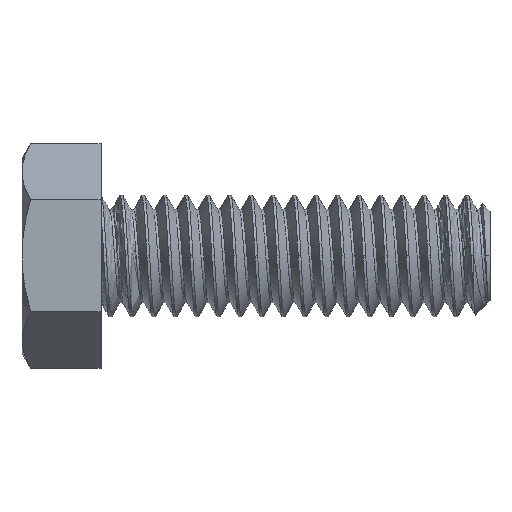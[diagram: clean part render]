
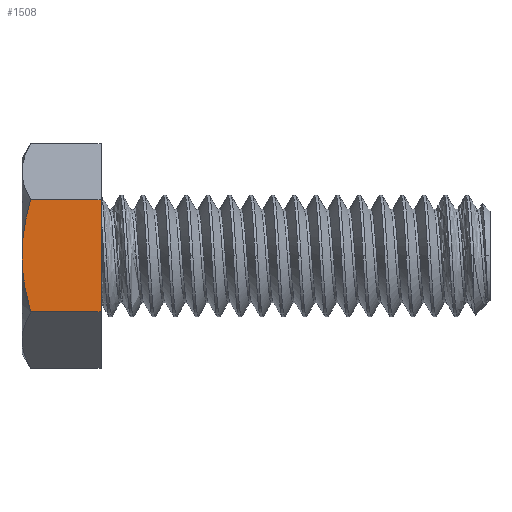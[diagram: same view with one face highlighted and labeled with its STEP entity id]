
A CAD part, top view. The second image highlights one B-rep face of the part: STEP entity #1508.
In plain terms, the highlighted planar face has unit normal (0, 0, 1).
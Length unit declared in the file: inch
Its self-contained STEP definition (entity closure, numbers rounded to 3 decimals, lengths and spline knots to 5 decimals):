
#209 = CARTESIAN_POINT ( 'NONE',  ( -0.60156, 0., 0.25 ) ) ;
#226 = CARTESIAN_POINT ( 'NONE',  ( -0.60156, -0.02443, 0.25 ) ) ;
#643 = B_SPLINE_CURVE_WITH_KNOTS ( 'NONE', 3,
 ( #1466, #1155, #2489, #2509, #226, #209 ),
 .UNSPECIFIED., .F., .F.,
 ( 4, 2, 4 ),
 ( 0.00685, 0.00871, 0.01057 ),
 .UNSPECIFIED. ) ;
#892 = CARTESIAN_POINT ( 'NONE',  ( -0.60156, 0., 0.25 ) ) ;
#960 = DIRECTION ( 'NONE',  ( 0., 0., -1. ) ) ;
#1089 = ORIENTED_EDGE ( 'NONE', *, *, #3914, .F. ) ;
#1155 = CARTESIAN_POINT ( 'NONE',  ( -0.58602, -0.12083, 0.25 ) ) ;
#1201 = VECTOR ( 'NONE', #2975, 39.37008 ) ;
#1370 = CARTESIAN_POINT ( 'NONE',  ( -0.60156, -0.14434, 0.25 ) ) ;
#1425 = DIRECTION ( 'NONE',  ( 0., 1., 0. ) ) ;
#1466 = CARTESIAN_POINT ( 'NONE',  ( -0.57923, -0.14434, 0.25 ) ) ;
#1508 = ADVANCED_FACE ( 'NONE', ( #5137 ), #3628, .F. ) ;
#1521 = EDGE_LOOP ( 'NONE', ( #1089, #3688, #2325, #4213, #1558 ) ) ;
#1558 = ORIENTED_EDGE ( 'NONE', *, *, #5190, .F. ) ;
#1607 = DIRECTION ( 'NONE',  ( 0., 1., 0. ) ) ;
#1750 = CARTESIAN_POINT ( 'NONE',  ( -0.60156, 0., 0.25 ) ) ;
#1820 = EDGE_CURVE ( 'NONE', #5794, #4734, #5067, .T. ) ;
#2259 = LINE ( 'NONE', #4558, #4361 ) ;
#2320 = VERTEX_POINT ( 'NONE', #1750 ) ;
#2325 = ORIENTED_EDGE ( 'NONE', *, *, #1820, .T. ) ;
#2489 = CARTESIAN_POINT ( 'NONE',  ( -0.5917, -0.09681, 0.25 ) ) ;
#2509 = CARTESIAN_POINT ( 'NONE',  ( -0.59946, -0.04866, 0.25 ) ) ;
#2707 = VERTEX_POINT ( 'NONE', #3030 ) ;
#2975 = DIRECTION ( 'NONE',  ( 1., 0., 0. ) ) ;
#3030 = CARTESIAN_POINT ( 'NONE',  ( -0.57923, 0.14434, 0.25 ) ) ;
#3148 = CARTESIAN_POINT ( 'NONE',  ( -0.5994, 0.04919, 0.25 ) ) ;
#3494 = CARTESIAN_POINT ( 'NONE',  ( -0.39844, -0.14434, 0.25 ) ) ;
#3571 = CARTESIAN_POINT ( 'NONE',  ( -0.59158, 0.09735, 0.25 ) ) ;
#3628 = PLANE ( 'NONE',  #5281 ) ;
#3688 = ORIENTED_EDGE ( 'NONE', *, *, #4158, .T. ) ;
#3887 = CARTESIAN_POINT ( 'NONE',  ( -0.39844, -0.14434, 0.25 ) ) ;
#3914 = EDGE_CURVE ( 'NONE', #5797, #2320, #643, .T. ) ;
#4022 = CARTESIAN_POINT ( 'NONE',  ( -0.58597, 0.12099, 0.25 ) ) ;
#4137 = B_SPLINE_CURVE_WITH_KNOTS ( 'NONE', 3,
 ( #892, #5325, #3148, #3571, #4022, #4392 ),
 .UNSPECIFIED., .F., .F.,
 ( 4, 2, 4 ),
 ( 0.01057, 0.01242, 0.01428 ),
 .UNSPECIFIED. ) ;
#4144 = CARTESIAN_POINT ( 'NONE',  ( -0.39844, 0.14434, 0.25 ) ) ;
#4158 = EDGE_CURVE ( 'NONE', #5797, #5794, #4775, .T. ) ;
#4213 = ORIENTED_EDGE ( 'NONE', *, *, #4490, .F. ) ;
#4361 = VECTOR ( 'NONE', #4983, 39.37008 ) ;
#4392 = CARTESIAN_POINT ( 'NONE',  ( -0.57923, 0.14434, 0.25 ) ) ;
#4490 = EDGE_CURVE ( 'NONE', #2707, #4734, #2259, .T. ) ;
#4558 = CARTESIAN_POINT ( 'NONE',  ( -0.60156, 0.14434, 0.25 ) ) ;
#4734 = VERTEX_POINT ( 'NONE', #4144 ) ;
#4775 = LINE ( 'NONE', #5143, #1201 ) ;
#4883 = CARTESIAN_POINT ( 'NONE',  ( -0.57923, -0.14434, 0.25 ) ) ;
#4983 = DIRECTION ( 'NONE',  ( 1., 0., 0. ) ) ;
#5067 = LINE ( 'NONE', #3887, #5635 ) ;
#5137 = FACE_OUTER_BOUND ( 'NONE', #1521, .T. ) ;
#5143 = CARTESIAN_POINT ( 'NONE',  ( -0.60156, -0.14434, 0.25 ) ) ;
#5190 = EDGE_CURVE ( 'NONE', #2320, #2707, #4137, .T. ) ;
#5281 = AXIS2_PLACEMENT_3D ( 'NONE', #1370, #960, #1425 ) ;
#5325 = CARTESIAN_POINT ( 'NONE',  ( -0.60156, 0.02445, 0.25 ) ) ;
#5635 = VECTOR ( 'NONE', #1607, 39.37008 ) ;
#5794 = VERTEX_POINT ( 'NONE', #3494 ) ;
#5797 = VERTEX_POINT ( 'NONE', #4883 ) ;
